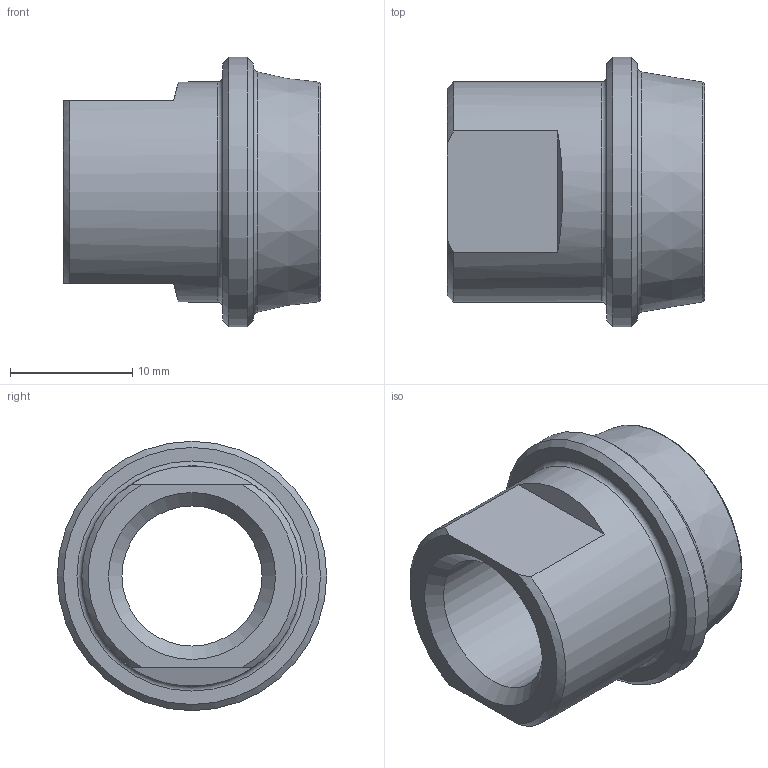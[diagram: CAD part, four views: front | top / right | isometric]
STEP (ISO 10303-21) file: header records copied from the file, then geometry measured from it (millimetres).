
FILE_DESCRIPTION(/* description */ (''),/* implementation_level */ '2;1');
FILE_NAME(/* name */ '3D_R134-E-DN8-DN8_171011000.stp',/* time_stamp */ '2021-06-14T15:44:46+02:00',/* author */ ('cad'),/* organization */ (''),/* preprocessor_version */ 'ST-DEVELOPER v18.1',/* originating_system */ 'Autodesk Inventor 2022',/* authorisation */ '');
FILE_SCHEMA (('AUTOMOTIVE_DESIGN { 1 0 10303 214 3 1 1 }'));
Length unit declared in the file: millimetre
Products named in the file (1): 3D_R134-E-DN8-DN8_171011000
Bounding box: 21 x 22 x 22 mm (x, y, z)
Volume: 3402.1 mm3; surface area: 2383.3 mm2
Topology: 1 solids, 1 shells, 20 faces, 48 edges, 32 vertices
Faces by surface type: plane 8, cone 6, cylinder 3, torus 3
Full cylindrical faces by diameter (mm): 11.445 x1, 18 x1, 22 x1
Entity records: 642 total; most frequent: DIRECTION 115, CARTESIAN_POINT 109, ORIENTED_EDGE 96, AXIS2_PLACEMENT_3D 50, EDGE_CURVE 48, VERTEX_POINT 32, CIRCLE 27, EDGE_LOOP 24
